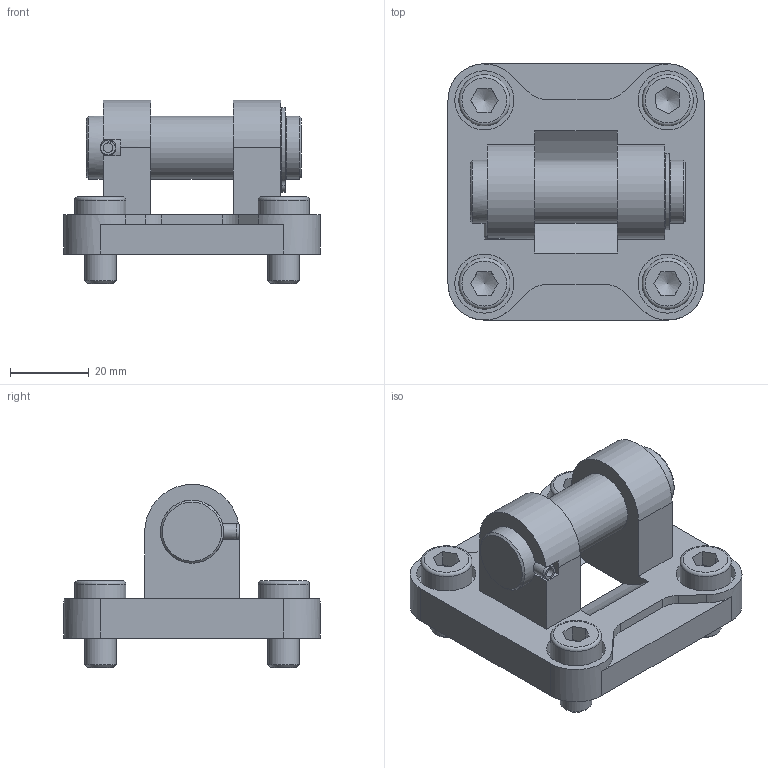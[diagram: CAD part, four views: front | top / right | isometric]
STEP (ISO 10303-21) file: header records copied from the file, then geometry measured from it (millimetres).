
FILE_DESCRIPTION(/* description */ (''),/* implementation_level */ '2;1');
FILE_NAME(/* name */ 'CAD_69627.stp',/* time_stamp */ '2016-06-09T17:26:29+02:00',/* author */ ('Hypex'),/* organization */ ('Hypex'),/* preprocessor_version */ 'ST-DEVELOPER v16.1',/* originating_system */ 'Autodesk Inventor 2016',/* authorisation */ '');
FILE_SCHEMA (('AUTOMOTIVE_DESIGN { 1 0 10303 214 3 1 1 }'));
Length unit declared in the file: millimetre
Products named in the file (1): CAD_69627
Bounding box: 65 x 65 x 46.5 mm (x, y, z)
Volume: 55050.4 mm3; surface area: 20834.2 mm2
Topology: 1 solids, 1 shells, 145 faces, 352 edges, 229 vertices
Faces by surface type: plane 78, cylinder 47, cone 12, torus 8
Full cylindrical faces by diameter (mm): 1.7 x2, 4 x1, 8 x4, 9 x4, 13 x4, 15 x5, 16 x4, 40 x1
Entity records: 4160 total; most frequent: CARTESIAN_POINT 753, DIRECTION 679, ORIENTED_EDGE 598, EDGE_CURVE 299, AXIS2_PLACEMENT_3D 262, VERTEX_POINT 219, EDGE_LOOP 218, LINE 155
